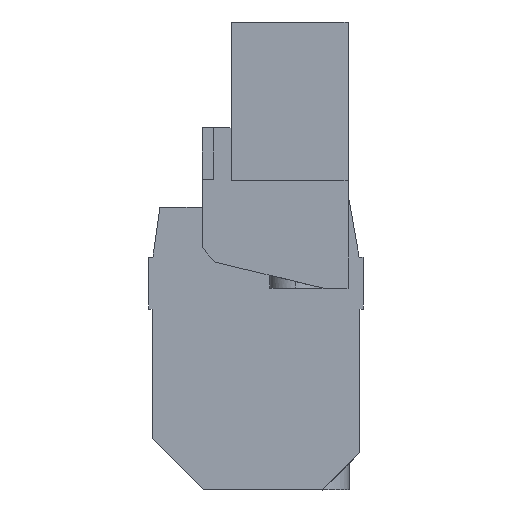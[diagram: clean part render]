
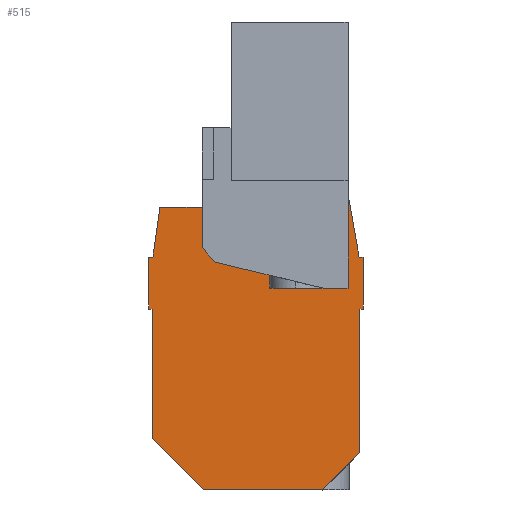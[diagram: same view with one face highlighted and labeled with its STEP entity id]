
A CAD part, left-side view. The second image highlights one B-rep face of the part: STEP entity #515.
In plain terms, the highlighted planar face has unit normal (-1, 0, 0).
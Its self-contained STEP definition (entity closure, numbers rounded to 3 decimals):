
#392=AXIS2_PLACEMENT_3D('Plane Axis2P3D',#389,#390,#391) ;
#122=CARTESIAN_POINT('Line Origine',(-0.184,0.3,10.493)) ;
#126=CARTESIAN_POINT('Vertex',(-0.184,0.3,3.586)) ;
#128=CARTESIAN_POINT('Vertex',(-0.184,0.3,17.4)) ;
#389=CARTESIAN_POINT('Axis2P3D Location',(-0.184,15.35,0.7)) ;
#394=CARTESIAN_POINT('Line Origine',(-0.184,12.7,28.207)) ;
#398=CARTESIAN_POINT('Vertex',(-0.184,12.7,29.207)) ;
#400=CARTESIAN_POINT('Vertex',(-0.184,12.7,27.207)) ;
#403=CARTESIAN_POINT('Line Origine',(-0.184,16.117,27.207)) ;
#407=CARTESIAN_POINT('Vertex',(-0.184,19.535,27.207)) ;
#410=CARTESIAN_POINT('Line Origine',(-0.184,19.872,24.803)) ;
#414=CARTESIAN_POINT('Vertex',(-0.184,20.21,22.4)) ;
#417=CARTESIAN_POINT('Line Origine',(-0.184,20.405,22.4)) ;
#421=CARTESIAN_POINT('Vertex',(-0.184,20.6,22.4)) ;
#424=CARTESIAN_POINT('Line Origine',(-0.184,20.6,19.9)) ;
#428=CARTESIAN_POINT('Vertex',(-0.184,20.6,17.4)) ;
#431=CARTESIAN_POINT('Line Origine',(-0.184,20.45,17.4)) ;
#435=CARTESIAN_POINT('Vertex',(-0.184,20.3,17.4)) ;
#438=CARTESIAN_POINT('Line Origine',(-0.184,20.3,11.168)) ;
#442=CARTESIAN_POINT('Vertex',(-0.184,20.3,4.936)) ;
#445=CARTESIAN_POINT('Line Origine',(-0.184,17.832,2.468)) ;
#449=CARTESIAN_POINT('Vertex',(-0.184,15.364,0.)) ;
#452=CARTESIAN_POINT('Line Origine',(-0.184,9.625,0.)) ;
#456=CARTESIAN_POINT('Vertex',(-0.184,3.886,0.)) ;
#459=CARTESIAN_POINT('Line Origine',(-0.184,2.093,1.793)) ;
#464=CARTESIAN_POINT('Line Origine',(-0.184,0.15,17.4)) ;
#468=CARTESIAN_POINT('Vertex',(-0.184,0.,17.4)) ;
#471=CARTESIAN_POINT('Line Origine',(-0.184,0.,19.9)) ;
#475=CARTESIAN_POINT('Vertex',(-0.184,0.,22.4)) ;
#478=CARTESIAN_POINT('Line Origine',(-0.184,0.19,22.4)) ;
#482=CARTESIAN_POINT('Vertex',(-0.184,0.38,22.4)) ;
#485=CARTESIAN_POINT('Line Origine',(-0.184,0.98,25.803)) ;
#489=CARTESIAN_POINT('Vertex',(-0.184,1.58,29.207)) ;
#492=CARTESIAN_POINT('Line Origine',(-0.184,7.14,29.207)) ;
#123=DIRECTION('Vector Direction',(0.,0.,1.)) ;
#390=DIRECTION('Axis2P3D Direction',(-1.,0.,0.)) ;
#391=DIRECTION('Axis2P3D XDirection',(0.,-1.,0.)) ;
#395=DIRECTION('Vector Direction',(0.,0.,-1.)) ;
#404=DIRECTION('Vector Direction',(0.,-1.,0.)) ;
#411=DIRECTION('Vector Direction',(0.,-0.139,0.99)) ;
#418=DIRECTION('Vector Direction',(0.,-1.,0.)) ;
#425=DIRECTION('Vector Direction',(0.,0.,1.)) ;
#432=DIRECTION('Vector Direction',(0.,1.,0.)) ;
#439=DIRECTION('Vector Direction',(0.,0.,1.)) ;
#446=DIRECTION('Vector Direction',(0.,0.707,0.707)) ;
#453=DIRECTION('Vector Direction',(0.,1.,0.)) ;
#460=DIRECTION('Vector Direction',(0.,0.707,-0.707)) ;
#465=DIRECTION('Vector Direction',(0.,1.,0.)) ;
#472=DIRECTION('Vector Direction',(0.,0.,-1.)) ;
#479=DIRECTION('Vector Direction',(0.,-1.,0.)) ;
#486=DIRECTION('Vector Direction',(0.,0.174,0.985)) ;
#493=DIRECTION('Vector Direction',(0.,1.,0.)) ;
#124=VECTOR('Line Direction',#123,1.) ;
#396=VECTOR('Line Direction',#395,1.) ;
#405=VECTOR('Line Direction',#404,1.) ;
#412=VECTOR('Line Direction',#411,1.) ;
#419=VECTOR('Line Direction',#418,1.) ;
#426=VECTOR('Line Direction',#425,1.) ;
#433=VECTOR('Line Direction',#432,1.) ;
#440=VECTOR('Line Direction',#439,1.) ;
#447=VECTOR('Line Direction',#446,1.) ;
#454=VECTOR('Line Direction',#453,1.) ;
#461=VECTOR('Line Direction',#460,1.) ;
#466=VECTOR('Line Direction',#465,1.) ;
#473=VECTOR('Line Direction',#472,1.) ;
#480=VECTOR('Line Direction',#479,1.) ;
#487=VECTOR('Line Direction',#486,1.) ;
#494=VECTOR('Line Direction',#493,1.) ;
#498=ORIENTED_EDGE('',*,*,#402,.T.) ;
#499=ORIENTED_EDGE('',*,*,#409,.F.) ;
#500=ORIENTED_EDGE('',*,*,#416,.F.) ;
#501=ORIENTED_EDGE('',*,*,#423,.F.) ;
#502=ORIENTED_EDGE('',*,*,#430,.F.) ;
#503=ORIENTED_EDGE('',*,*,#437,.F.) ;
#504=ORIENTED_EDGE('',*,*,#444,.F.) ;
#505=ORIENTED_EDGE('',*,*,#451,.F.) ;
#506=ORIENTED_EDGE('',*,*,#458,.F.) ;
#507=ORIENTED_EDGE('',*,*,#463,.F.) ;
#508=ORIENTED_EDGE('',*,*,#130,.T.) ;
#509=ORIENTED_EDGE('',*,*,#470,.F.) ;
#510=ORIENTED_EDGE('',*,*,#477,.F.) ;
#511=ORIENTED_EDGE('',*,*,#484,.F.) ;
#512=ORIENTED_EDGE('',*,*,#491,.T.) ;
#513=ORIENTED_EDGE('',*,*,#496,.T.) ;
#515=ADVANCED_FACE('HOUSING',(#514),#393,.T.) ;
#130=EDGE_CURVE('',#127,#129,#125,.T.) ;
#402=EDGE_CURVE('',#399,#401,#397,.T.) ;
#409=EDGE_CURVE('',#408,#401,#406,.T.) ;
#416=EDGE_CURVE('',#415,#408,#413,.T.) ;
#423=EDGE_CURVE('',#422,#415,#420,.T.) ;
#430=EDGE_CURVE('',#429,#422,#427,.T.) ;
#437=EDGE_CURVE('',#436,#429,#434,.T.) ;
#444=EDGE_CURVE('',#443,#436,#441,.T.) ;
#451=EDGE_CURVE('',#450,#443,#448,.T.) ;
#458=EDGE_CURVE('',#457,#450,#455,.T.) ;
#463=EDGE_CURVE('',#127,#457,#462,.T.) ;
#470=EDGE_CURVE('',#469,#129,#467,.T.) ;
#477=EDGE_CURVE('',#476,#469,#474,.T.) ;
#484=EDGE_CURVE('',#483,#476,#481,.T.) ;
#491=EDGE_CURVE('',#483,#490,#488,.T.) ;
#496=EDGE_CURVE('',#490,#399,#495,.T.) ;
#497=EDGE_LOOP('',(#498,#499,#500,#501,#502,#503,#504,#505,#506,#507,#508,#509,#510,#511,#512,#513)) ;
#514=FACE_OUTER_BOUND('',#497,.T.) ;
#125=LINE('Line',#122,#124) ;
#397=LINE('Line',#394,#396) ;
#406=LINE('Line',#403,#405) ;
#413=LINE('Line',#410,#412) ;
#420=LINE('Line',#417,#419) ;
#427=LINE('Line',#424,#426) ;
#434=LINE('Line',#431,#433) ;
#441=LINE('Line',#438,#440) ;
#448=LINE('Line',#445,#447) ;
#455=LINE('Line',#452,#454) ;
#462=LINE('Line',#459,#461) ;
#467=LINE('Line',#464,#466) ;
#474=LINE('Line',#471,#473) ;
#481=LINE('Line',#478,#480) ;
#488=LINE('Line',#485,#487) ;
#495=LINE('Line',#492,#494) ;
#393=PLANE('',#392) ;
#127=VERTEX_POINT('',#126) ;
#129=VERTEX_POINT('',#128) ;
#399=VERTEX_POINT('',#398) ;
#401=VERTEX_POINT('',#400) ;
#408=VERTEX_POINT('',#407) ;
#415=VERTEX_POINT('',#414) ;
#422=VERTEX_POINT('',#421) ;
#429=VERTEX_POINT('',#428) ;
#436=VERTEX_POINT('',#435) ;
#443=VERTEX_POINT('',#442) ;
#450=VERTEX_POINT('',#449) ;
#457=VERTEX_POINT('',#456) ;
#469=VERTEX_POINT('',#468) ;
#476=VERTEX_POINT('',#475) ;
#483=VERTEX_POINT('',#482) ;
#490=VERTEX_POINT('',#489) ;
